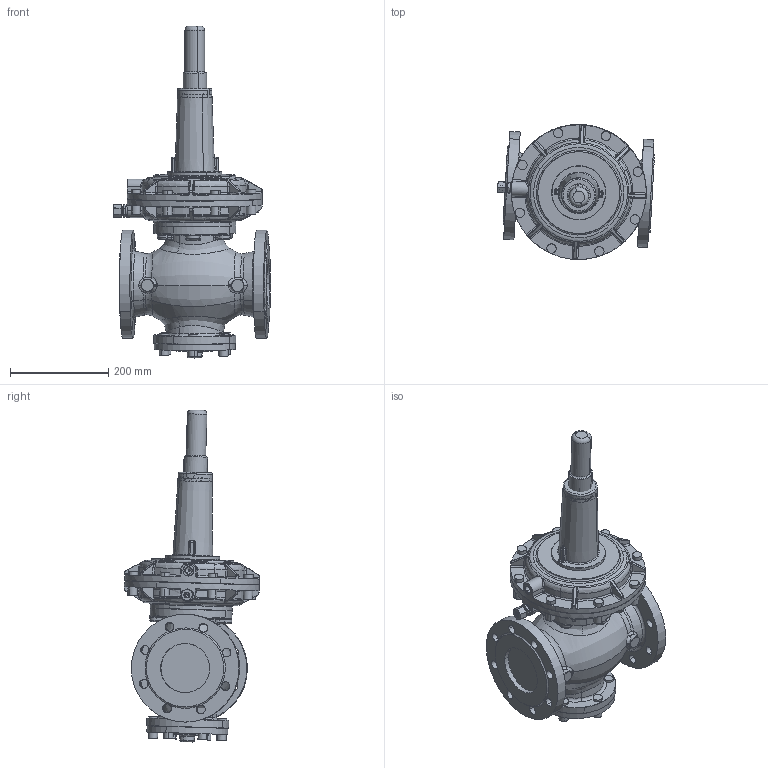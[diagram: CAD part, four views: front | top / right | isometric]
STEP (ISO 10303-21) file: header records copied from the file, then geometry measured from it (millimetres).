
FILE_DESCRIPTION(('CATIA V5 STEP'),'2;1');
FILE_NAME('R 100 - R 100-U DN 100-275-HDS.stp','2014-03-28T10:33:17+00:00',('none'),('none'),'CATIA Version 5 Release 19 SP 9 (IN-10)','CATIA V5 STEP AP203 Edition 2','none');
FILE_SCHEMA(('AP203_CONFIGURATION_CONTROLLED_3D_DESIGN_OF_MECHANICAL_PARTS_AND_ASSEMBLIES_MIM_LF { 1 0 10303 403 2 1 2}'));
Products named in the file (5): Product1; R 100 DN 100-275; Produkt1; 8630H1; 8630H
Assembly tree (4 placements, depth 3):
  Product1
    R 100 DN 100-275
    Produkt1
      8630H1
      8630H
Bounding box: 319.98 x 275.69 x 676.42 mm (x, y, z)
Volume: 12927556.5 mm3; surface area: 657000.6 mm2
Topology: 3 solids, 12 shells, 1052 faces, 2585 edges, 1519 vertices
Faces by surface type: cylinder 339, torus 243, plane 192, bspline 136, cone 75, sphere 63, revolution 4
Entity records: 42069 total; most frequent: CARTESIAN_POINT 20543, ORIENTED_EDGE 4998, DIRECTION 3214, EDGE_CURVE 2499, AXIS2_PLACEMENT_3D 1945, VERTEX_POINT 1519, CIRCLE 1248, EDGE_LOOP 1138
